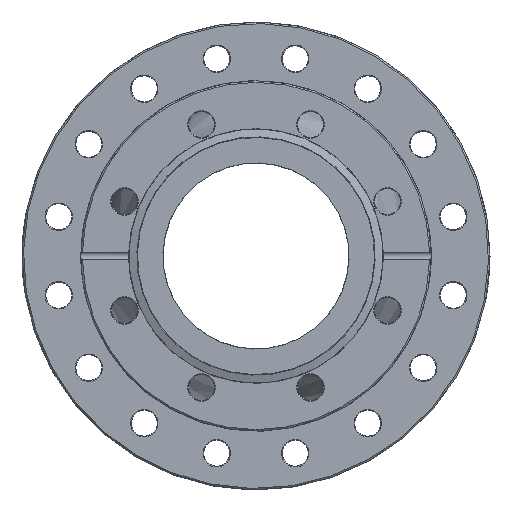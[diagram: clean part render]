
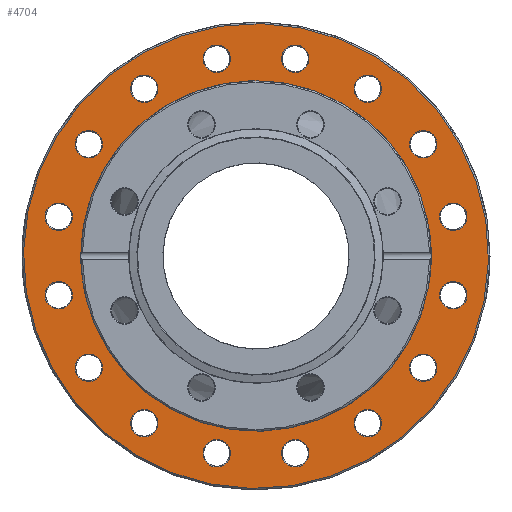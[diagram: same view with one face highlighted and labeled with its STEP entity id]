
A CAD part, front view. The second image highlights one B-rep face of the part: STEP entity #4704.
In plain terms, the highlighted planar face has unit normal (0, -1, 0).
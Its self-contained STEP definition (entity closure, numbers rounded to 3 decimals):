
#857=PLANE('',#5111);
#932=FACE_BOUND('',#1410,.T.);
#933=FACE_BOUND('',#1411,.T.);
#934=FACE_BOUND('',#1412,.T.);
#935=FACE_BOUND('',#1413,.T.);
#936=FACE_BOUND('',#1414,.T.);
#937=FACE_BOUND('',#1415,.T.);
#938=FACE_BOUND('',#1416,.T.);
#939=FACE_BOUND('',#1417,.T.);
#940=FACE_BOUND('',#1418,.T.);
#941=FACE_BOUND('',#1419,.T.);
#942=FACE_BOUND('',#1420,.T.);
#943=FACE_BOUND('',#1421,.T.);
#944=FACE_BOUND('',#1422,.T.);
#945=FACE_BOUND('',#1423,.T.);
#946=FACE_BOUND('',#1424,.T.);
#947=FACE_BOUND('',#1425,.T.);
#948=FACE_BOUND('',#1426,.T.);
#1104=FACE_OUTER_BOUND('',#1409,.T.);
#1409=EDGE_LOOP('',(#3305));
#1410=EDGE_LOOP('',(#3306));
#1411=EDGE_LOOP('',(#3307));
#1412=EDGE_LOOP('',(#3308));
#1413=EDGE_LOOP('',(#3309));
#1414=EDGE_LOOP('',(#3310));
#1415=EDGE_LOOP('',(#3311));
#1416=EDGE_LOOP('',(#3312));
#1417=EDGE_LOOP('',(#3313));
#1418=EDGE_LOOP('',(#3314));
#1419=EDGE_LOOP('',(#3315));
#1420=EDGE_LOOP('',(#3316));
#1421=EDGE_LOOP('',(#3317));
#1422=EDGE_LOOP('',(#3318));
#1423=EDGE_LOOP('',(#3319));
#1424=EDGE_LOOP('',(#3320));
#1425=EDGE_LOOP('',(#3321));
#1426=EDGE_LOOP('',(#3322));
#1883=CIRCLE('',#5109,75.3);
#1885=CIRCLE('',#5112,4.45);
#1886=CIRCLE('',#5113,4.45);
#1887=CIRCLE('',#5114,4.45);
#1888=CIRCLE('',#5115,4.45);
#1889=CIRCLE('',#5116,4.45);
#1890=CIRCLE('',#5117,4.45);
#1891=CIRCLE('',#5118,4.45);
#1892=CIRCLE('',#5119,4.45);
#1893=CIRCLE('',#5120,50.95);
#1894=CIRCLE('',#5121,4.45);
#1895=CIRCLE('',#5122,4.45);
#1896=CIRCLE('',#5123,4.45);
#1897=CIRCLE('',#5124,4.45);
#1898=CIRCLE('',#5125,4.45);
#1899=CIRCLE('',#5126,4.45);
#1900=CIRCLE('',#5127,4.45);
#1901=CIRCLE('',#5128,4.45);
#2143=VERTEX_POINT('',#6740);
#2145=VERTEX_POINT('',#6745);
#2146=VERTEX_POINT('',#6747);
#2147=VERTEX_POINT('',#6749);
#2148=VERTEX_POINT('',#6751);
#2149=VERTEX_POINT('',#6753);
#2150=VERTEX_POINT('',#6755);
#2151=VERTEX_POINT('',#6757);
#2152=VERTEX_POINT('',#6759);
#2153=VERTEX_POINT('',#6761);
#2154=VERTEX_POINT('',#6763);
#2155=VERTEX_POINT('',#6765);
#2156=VERTEX_POINT('',#6767);
#2157=VERTEX_POINT('',#6769);
#2158=VERTEX_POINT('',#6771);
#2159=VERTEX_POINT('',#6773);
#2160=VERTEX_POINT('',#6775);
#2161=VERTEX_POINT('',#6777);
#2633=EDGE_CURVE('',#2143,#2143,#1883,.T.);
#2635=EDGE_CURVE('',#2145,#2145,#1885,.T.);
#2636=EDGE_CURVE('',#2146,#2146,#1886,.T.);
#2637=EDGE_CURVE('',#2147,#2147,#1887,.T.);
#2638=EDGE_CURVE('',#2148,#2148,#1888,.T.);
#2639=EDGE_CURVE('',#2149,#2149,#1889,.T.);
#2640=EDGE_CURVE('',#2150,#2150,#1890,.T.);
#2641=EDGE_CURVE('',#2151,#2151,#1891,.T.);
#2642=EDGE_CURVE('',#2152,#2152,#1892,.T.);
#2643=EDGE_CURVE('',#2153,#2153,#1893,.T.);
#2644=EDGE_CURVE('',#2154,#2154,#1894,.T.);
#2645=EDGE_CURVE('',#2155,#2155,#1895,.T.);
#2646=EDGE_CURVE('',#2156,#2156,#1896,.T.);
#2647=EDGE_CURVE('',#2157,#2157,#1897,.T.);
#2648=EDGE_CURVE('',#2158,#2158,#1898,.T.);
#2649=EDGE_CURVE('',#2159,#2159,#1899,.T.);
#2650=EDGE_CURVE('',#2160,#2160,#1900,.T.);
#2651=EDGE_CURVE('',#2161,#2161,#1901,.T.);
#3305=ORIENTED_EDGE('',*,*,#2633,.F.);
#3306=ORIENTED_EDGE('',*,*,#2635,.F.);
#3307=ORIENTED_EDGE('',*,*,#2636,.F.);
#3308=ORIENTED_EDGE('',*,*,#2637,.F.);
#3309=ORIENTED_EDGE('',*,*,#2638,.F.);
#3310=ORIENTED_EDGE('',*,*,#2639,.F.);
#3311=ORIENTED_EDGE('',*,*,#2640,.F.);
#3312=ORIENTED_EDGE('',*,*,#2641,.F.);
#3313=ORIENTED_EDGE('',*,*,#2642,.F.);
#3314=ORIENTED_EDGE('',*,*,#2643,.T.);
#3315=ORIENTED_EDGE('',*,*,#2644,.F.);
#3316=ORIENTED_EDGE('',*,*,#2645,.F.);
#3317=ORIENTED_EDGE('',*,*,#2646,.F.);
#3318=ORIENTED_EDGE('',*,*,#2647,.F.);
#3319=ORIENTED_EDGE('',*,*,#2648,.F.);
#3320=ORIENTED_EDGE('',*,*,#2649,.F.);
#3321=ORIENTED_EDGE('',*,*,#2650,.F.);
#3322=ORIENTED_EDGE('',*,*,#2651,.F.);
#4704=ADVANCED_FACE('',(#1104,#932,#933,#934,#935,#936,#937,#938,#939,#940,
#941,#942,#943,#944,#945,#946,#947,#948),#857,.T.);
#5109=AXIS2_PLACEMENT_3D('',#6741,#5579,#5580);
#5111=AXIS2_PLACEMENT_3D('',#6744,#5583,#5584);
#5112=AXIS2_PLACEMENT_3D('',#6746,#5585,#5586);
#5113=AXIS2_PLACEMENT_3D('',#6748,#5587,#5588);
#5114=AXIS2_PLACEMENT_3D('',#6750,#5589,#5590);
#5115=AXIS2_PLACEMENT_3D('',#6752,#5591,#5592);
#5116=AXIS2_PLACEMENT_3D('',#6754,#5593,#5594);
#5117=AXIS2_PLACEMENT_3D('',#6756,#5595,#5596);
#5118=AXIS2_PLACEMENT_3D('',#6758,#5597,#5598);
#5119=AXIS2_PLACEMENT_3D('',#6760,#5599,#5600);
#5120=AXIS2_PLACEMENT_3D('',#6762,#5601,#5602);
#5121=AXIS2_PLACEMENT_3D('',#6764,#5603,#5604);
#5122=AXIS2_PLACEMENT_3D('',#6766,#5605,#5606);
#5123=AXIS2_PLACEMENT_3D('',#6768,#5607,#5608);
#5124=AXIS2_PLACEMENT_3D('',#6770,#5609,#5610);
#5125=AXIS2_PLACEMENT_3D('',#6772,#5611,#5612);
#5126=AXIS2_PLACEMENT_3D('',#6774,#5613,#5614);
#5127=AXIS2_PLACEMENT_3D('',#6776,#5615,#5616);
#5128=AXIS2_PLACEMENT_3D('',#6778,#5617,#5618);
#5579=DIRECTION('center_axis',(0.,1.,0.));
#5580=DIRECTION('ref_axis',(1.,0.,0.));
#5583=DIRECTION('center_axis',(0.,-1.,0.));
#5584=DIRECTION('ref_axis',(0.,0.,-1.));
#5585=DIRECTION('center_axis',(0.,-1.,0.));
#5586=DIRECTION('ref_axis',(0.924,0.,0.383));
#5587=DIRECTION('center_axis',(0.,-1.,0.));
#5588=DIRECTION('ref_axis',(0.383,0.,0.924));
#5589=DIRECTION('center_axis',(0.,-1.,0.));
#5590=DIRECTION('ref_axis',(-0.383,0.,0.924));
#5591=DIRECTION('center_axis',(0.,-1.,0.));
#5592=DIRECTION('ref_axis',(-0.924,0.,0.383));
#5593=DIRECTION('center_axis',(0.,-1.,0.));
#5594=DIRECTION('ref_axis',(-0.924,0.,-0.383));
#5595=DIRECTION('center_axis',(0.,-1.,0.));
#5596=DIRECTION('ref_axis',(-0.383,0.,-0.924));
#5597=DIRECTION('center_axis',(0.,-1.,0.));
#5598=DIRECTION('ref_axis',(0.383,0.,-0.924));
#5599=DIRECTION('center_axis',(0.,-1.,0.));
#5600=DIRECTION('ref_axis',(0.924,0.,-0.383));
#5601=DIRECTION('center_axis',(0.,1.,0.));
#5602=DIRECTION('ref_axis',(1.,0.,0.));
#5603=DIRECTION('center_axis',(0.,-1.,0.));
#5604=DIRECTION('ref_axis',(1.,0.,0.));
#5605=DIRECTION('center_axis',(0.,-1.,0.));
#5606=DIRECTION('ref_axis',(0.707,0.,-0.707));
#5607=DIRECTION('center_axis',(0.,-1.,0.));
#5608=DIRECTION('ref_axis',(0.,0.,-1.));
#5609=DIRECTION('center_axis',(0.,-1.,0.));
#5610=DIRECTION('ref_axis',(-0.707,0.,-0.707));
#5611=DIRECTION('center_axis',(0.,-1.,0.));
#5612=DIRECTION('ref_axis',(-1.,0.,0.));
#5613=DIRECTION('center_axis',(0.,-1.,0.));
#5614=DIRECTION('ref_axis',(-0.707,0.,0.707));
#5615=DIRECTION('center_axis',(0.,-1.,0.));
#5616=DIRECTION('ref_axis',(0.,0.,1.));
#5617=DIRECTION('center_axis',(0.,-1.,0.));
#5618=DIRECTION('ref_axis',(0.707,0.,0.707));
#6740=CARTESIAN_POINT('',(-75.3,0.,0.));
#6741=CARTESIAN_POINT('Origin',(0.,0.,0.));
#6744=CARTESIAN_POINT('Origin',(-75.8,0.,0.));
#6745=CARTESIAN_POINT('',(20.821,0.,-61.894));
#6746=CARTESIAN_POINT('Origin',(24.932,0.,
-60.191));
#6747=CARTESIAN_POINT('',(58.488,0.,-29.043));
#6748=CARTESIAN_POINT('Origin',(60.191,0.,
-24.932));
#6749=CARTESIAN_POINT('',(61.894,0.,20.821));
#6750=CARTESIAN_POINT('Origin',(60.191,0.,
24.932));
#6751=CARTESIAN_POINT('',(29.043,0.,58.488));
#6752=CARTESIAN_POINT('Origin',(24.932,0.,
60.191));
#6753=CARTESIAN_POINT('',(-20.821,0.,61.894));
#6754=CARTESIAN_POINT('Origin',(-24.932,0.,
60.191));
#6755=CARTESIAN_POINT('',(-58.488,0.,29.043));
#6756=CARTESIAN_POINT('Origin',(-60.191,0.,
24.932));
#6757=CARTESIAN_POINT('',(-61.894,0.,-20.821));
#6758=CARTESIAN_POINT('Origin',(-60.191,0.,
-24.932));
#6759=CARTESIAN_POINT('',(-29.043,0.,-58.488));
#6760=CARTESIAN_POINT('Origin',(-24.932,0.,
-60.191));
#6761=CARTESIAN_POINT('',(-50.95,0.,0.));
#6762=CARTESIAN_POINT('Origin',(0.,0.,0.));
#6763=CARTESIAN_POINT('',(-4.45,0.,-65.15));
#6764=CARTESIAN_POINT('Origin',(0.,0.,-65.15));
#6765=CARTESIAN_POINT('',(-49.215,0.,-42.921));
#6766=CARTESIAN_POINT('Origin',(-46.068,0.,
-46.068));
#6767=CARTESIAN_POINT('',(-65.15,0.,4.45));
#6768=CARTESIAN_POINT('Origin',(-65.15,0.,0.));
#6769=CARTESIAN_POINT('',(-42.921,0.,49.215));
#6770=CARTESIAN_POINT('Origin',(-46.068,0.,
46.068));
#6771=CARTESIAN_POINT('',(4.45,0.,65.15));
#6772=CARTESIAN_POINT('Origin',(0.,0.,
65.15));
#6773=CARTESIAN_POINT('',(49.215,0.,42.921));
#6774=CARTESIAN_POINT('Origin',(46.068,0.,
46.068));
#6775=CARTESIAN_POINT('',(65.15,0.,-4.45));
#6776=CARTESIAN_POINT('Origin',(65.15,0.,0.));
#6777=CARTESIAN_POINT('',(42.921,0.,-49.215));
#6778=CARTESIAN_POINT('Origin',(46.068,0.,
-46.068));
